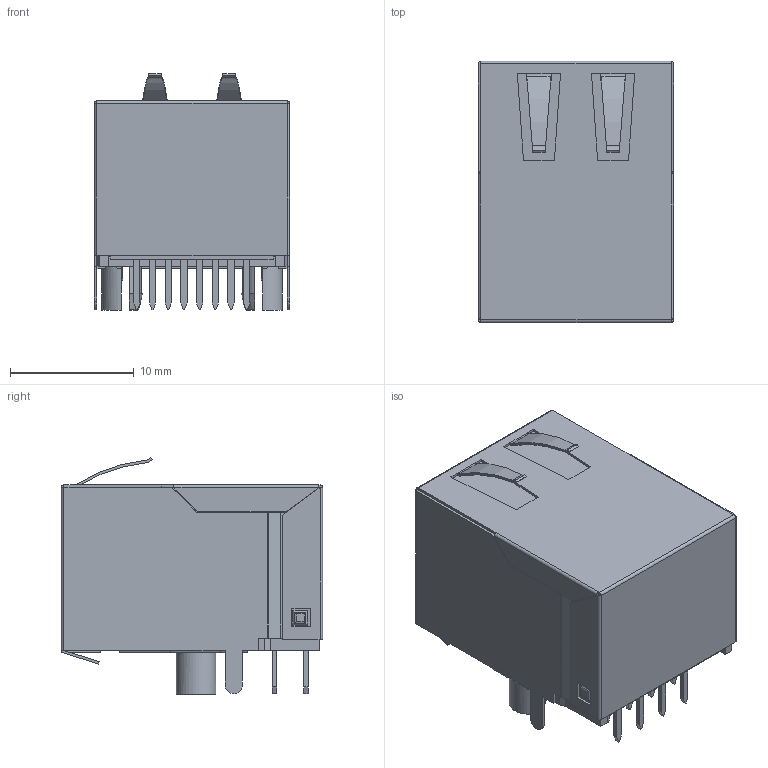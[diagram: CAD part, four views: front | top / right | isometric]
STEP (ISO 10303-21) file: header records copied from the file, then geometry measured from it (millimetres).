
FILE_DESCRIPTION( ( 'Unknown' ), '1' );
FILE_NAME( '615008145521.stp', 'Unknown', ( 'Unknown' ), ( 'Unknown' ), 'PSStep 17.0.49', 'Unknown', ' ' );
FILE_SCHEMA( ( 'AUTOMOTIVE_DESIGN { 1 0 10303 214 1 1 1 1 }' ) );
Length unit declared in the file: millimetre
Products named in the file (8): Assem1; Housing; Card; Housing2; shielding; Pin2; Pin1; Pin3
Assembly tree (20 placements, depth 2):
  Assem1
    Housing
    Card
    Housing2
    shielding
    Pin2  x4
    Pin1  x8
    Pin3  x4
Bounding box: 15.8 x 21.14 x 19.15 mm (x, y, z)
Volume: 2687.2 mm3; surface area: 7816.9 mm2
Topology: 20 solids, 20 shells, 920 faces, 2629 edges, 1758 vertices
Faces by surface type: plane 802, cylinder 98, bspline 16, cone 2, torus 2
Full cylindrical faces by diameter (mm): 1.2 x8
Entity records: 32227 total; most frequent: CARTESIAN_POINT 5746, ORIENTED_EDGE 4318, DIRECTION 3893, EDGE_CURVE 2159, LINE 1935, VECTOR 1935, VERTEX_POINT 1418, AXIS2_PLACEMENT_3D 979
